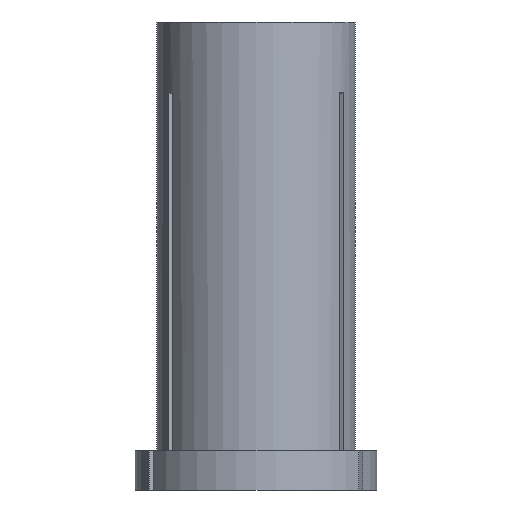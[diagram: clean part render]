
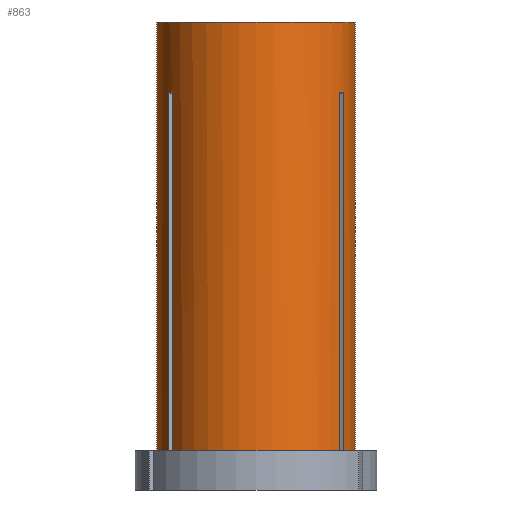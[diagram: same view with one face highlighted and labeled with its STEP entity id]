
A CAD part, front view. The second image highlights one B-rep face of the part: STEP entity #863.
In plain terms, the highlighted cylindrical face has radius 12.7 mm (diameter 25.4 mm), a partial arc.
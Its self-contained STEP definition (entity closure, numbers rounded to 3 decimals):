
#9 = VERTEX_POINT ( 'NONE', #694 ) ;
#16 = DIRECTION ( 'NONE',  ( 0., 0., 1. ) ) ;
#20 = CARTESIAN_POINT ( 'NONE',  ( 12.7, 0., -55. ) ) ;
#37 = VECTOR ( 'NONE', #603, 1000. ) ;
#40 = EDGE_LOOP ( 'NONE', ( #1247, #598, #1010, #1292, #187, #378, #718, #731, #917, #931, #873, #638 ) ) ;
#48 = CARTESIAN_POINT ( 'NONE',  ( 11.083, -6.204, -9. ) ) ;
#60 = CARTESIAN_POINT ( 'NONE',  ( -12.7, 0., 0. ) ) ;
#111 = CARTESIAN_POINT ( 'NONE',  ( 10.74, -6.778, 0. ) ) ;
#116 = VECTOR ( 'NONE', #167, 1000. ) ;
#120 = CARTESIAN_POINT ( 'NONE',  ( -11.001, -6.353, -8.999 ) ) ;
#137 = DIRECTION ( 'NONE',  ( 0., 0., 1. ) ) ;
#147 = CARTESIAN_POINT ( 'NONE',  ( -10.74, -6.778, -9.003 ) ) ;
#154 = B_SPLINE_CURVE_WITH_KNOTS ( 'NONE', 3,
 ( #1051, #1194, #120, #274, #147 ),
 .UNSPECIFIED., .F., .F.,
 ( 4, 1, 4 ),
 ( 0.063, 0.063, 0.064 ),
 .UNSPECIFIED. ) ;
#157 = CIRCLE ( 'NONE', #895, 12.7 ) ;
#167 = DIRECTION ( 'NONE',  ( 0., 0., 1. ) ) ;
#187 = ORIENTED_EDGE ( 'NONE', *, *, #995, .F. ) ;
#232 = CARTESIAN_POINT ( 'NONE',  ( -10.74, -6.778, -9.003 ) ) ;
#241 = VECTOR ( 'NONE', #339, 1000. ) ;
#250 = CARTESIAN_POINT ( 'NONE',  ( -11.24, -5.912, 0. ) ) ;
#253 = EDGE_CURVE ( 'NONE', #674, #721, #471, .T. ) ;
#258 = VECTOR ( 'NONE', #1066, 1000. ) ;
#262 = EDGE_CURVE ( 'NONE', #293, #721, #443, .T. ) ;
#267 = CARTESIAN_POINT ( 'NONE',  ( 11.24, -5.912, -9.003 ) ) ;
#274 = CARTESIAN_POINT ( 'NONE',  ( -10.829, -6.637, -9.001 ) ) ;
#293 = VERTEX_POINT ( 'NONE', #901 ) ;
#314 = CIRCLE ( 'NONE', #1155, 12.7 ) ;
#335 = CARTESIAN_POINT ( 'NONE',  ( 0., 0., -55. ) ) ;
#339 = DIRECTION ( 'NONE',  ( 0., 0., 1. ) ) ;
#350 = VERTEX_POINT ( 'NONE', #703 ) ;
#378 = ORIENTED_EDGE ( 'NONE', *, *, #1265, .T. ) ;
#422 = EDGE_CURVE ( 'NONE', #570, #1238, #859, .T. ) ;
#430 = CARTESIAN_POINT ( 'NONE',  ( 0., 0., -55. ) ) ;
#443 = LINE ( 'NONE', #1127, #710 ) ;
#452 = VERTEX_POINT ( 'NONE', #532 ) ;
#457 = DIRECTION ( 'NONE',  ( 1., 0., 0. ) ) ;
#460 = LINE ( 'NONE', #250, #241 ) ;
#471 = B_SPLINE_CURVE_WITH_KNOTS ( 'NONE', 3,
 ( #584, #693, #697, #48, #1117, #592 ),
 .UNSPECIFIED., .F., .F.,
 ( 4, 2, 4 ),
 ( 0.07, 0.07, 0.071 ),
 .UNSPECIFIED. ) ;
#502 = AXIS2_PLACEMENT_3D ( 'NONE', #885, #1101, #1000 ) ;
#512 = VERTEX_POINT ( 'NONE', #1283 ) ;
#516 = CIRCLE ( 'NONE', #502, 12.7 ) ;
#532 = CARTESIAN_POINT ( 'NONE',  ( -12.7, 0., 0. ) ) ;
#541 = DIRECTION ( 'NONE',  ( 0., 0., 1. ) ) ;
#555 = CARTESIAN_POINT ( 'NONE',  ( 10.74, -6.778, -9.003 ) ) ;
#570 = VERTEX_POINT ( 'NONE', #20 ) ;
#580 = VERTEX_POINT ( 'NONE', #1027 ) ;
#584 = CARTESIAN_POINT ( 'NONE',  ( 10.74, -6.778, -9.003 ) ) ;
#586 = LINE ( 'NONE', #60, #37 ) ;
#592 = CARTESIAN_POINT ( 'NONE',  ( 11.24, -5.912, -9.003 ) ) ;
#598 = ORIENTED_EDGE ( 'NONE', *, *, #1226, .T. ) ;
#603 = DIRECTION ( 'NONE',  ( 0., 0., 1. ) ) ;
#610 = LINE ( 'NONE', #111, #258 ) ;
#638 = ORIENTED_EDGE ( 'NONE', *, *, #988, .F. ) ;
#650 = EDGE_CURVE ( 'NONE', #716, #452, #586, .T. ) ;
#674 = VERTEX_POINT ( 'NONE', #555 ) ;
#682 = LINE ( 'NONE', #996, #956 ) ;
#693 = CARTESIAN_POINT ( 'NONE',  ( 10.829, -6.636, -9.001 ) ) ;
#694 = CARTESIAN_POINT ( 'NONE',  ( 10.74, -6.778, -55. ) ) ;
#697 = CARTESIAN_POINT ( 'NONE',  ( 10.916, -6.493, -9. ) ) ;
#703 = CARTESIAN_POINT ( 'NONE',  ( -11.24, -5.912, -55. ) ) ;
#710 = VECTOR ( 'NONE', #1241, 1000. ) ;
#712 = EDGE_CURVE ( 'NONE', #293, #570, #157, .T. ) ;
#716 = VERTEX_POINT ( 'NONE', #1129 ) ;
#718 = ORIENTED_EDGE ( 'NONE', *, *, #1213, .T. ) ;
#721 = VERTEX_POINT ( 'NONE', #267 ) ;
#731 = ORIENTED_EDGE ( 'NONE', *, *, #253, .T. ) ;
#745 = FACE_OUTER_BOUND ( 'NONE', #40, .T. ) ;
#768 = DIRECTION ( 'NONE',  ( 1., 0., 0. ) ) ;
#794 = EDGE_CURVE ( 'NONE', #512, #1264, #154, .T. ) ;
#800 = AXIS2_PLACEMENT_3D ( 'NONE', #1293, #16, #847 ) ;
#847 = DIRECTION ( 'NONE',  ( 1., 0., 0. ) ) ;
#859 = LINE ( 'NONE', #1125, #116 ) ;
#863 = ADVANCED_FACE ( 'NONE', ( #745 ), #1312, .T. ) ;
#873 = ORIENTED_EDGE ( 'NONE', *, *, #422, .T. ) ;
#878 = DIRECTION ( 'NONE',  ( 0., 0., 1. ) ) ;
#885 = CARTESIAN_POINT ( 'NONE',  ( 0., 0., 0. ) ) ;
#894 = CIRCLE ( 'NONE', #1360, 12.7 ) ;
#895 = AXIS2_PLACEMENT_3D ( 'NONE', #1108, #1083, #969 ) ;
#901 = CARTESIAN_POINT ( 'NONE',  ( 11.24, -5.912, -55. ) ) ;
#917 = ORIENTED_EDGE ( 'NONE', *, *, #262, .F. ) ;
#931 = ORIENTED_EDGE ( 'NONE', *, *, #712, .T. ) ;
#956 = VECTOR ( 'NONE', #878, 1000. ) ;
#966 = CARTESIAN_POINT ( 'NONE',  ( 12.7, 0., 0. ) ) ;
#969 = DIRECTION ( 'NONE',  ( 1., 0., 0. ) ) ;
#988 = EDGE_CURVE ( 'NONE', #452, #1238, #516, .T. ) ;
#995 = EDGE_CURVE ( 'NONE', #580, #1264, #682, .T. ) ;
#996 = CARTESIAN_POINT ( 'NONE',  ( -10.74, -6.778, 0. ) ) ;
#1000 = DIRECTION ( 'NONE',  ( 1., 0., 0. ) ) ;
#1010 = ORIENTED_EDGE ( 'NONE', *, *, #1031, .T. ) ;
#1027 = CARTESIAN_POINT ( 'NONE',  ( -10.74, -6.778, -55. ) ) ;
#1031 = EDGE_CURVE ( 'NONE', #350, #512, #460, .T. ) ;
#1051 = CARTESIAN_POINT ( 'NONE',  ( -11.24, -5.912, -9.003 ) ) ;
#1066 = DIRECTION ( 'NONE',  ( 0., 0., 1. ) ) ;
#1083 = DIRECTION ( 'NONE',  ( 0., 0., 1. ) ) ;
#1101 = DIRECTION ( 'NONE',  ( 0., 0., 1. ) ) ;
#1108 = CARTESIAN_POINT ( 'NONE',  ( 0., 0., -55. ) ) ;
#1117 = CARTESIAN_POINT ( 'NONE',  ( 11.163, -6.059, -9.001 ) ) ;
#1125 = CARTESIAN_POINT ( 'NONE',  ( 12.7, 0., 0. ) ) ;
#1127 = CARTESIAN_POINT ( 'NONE',  ( 11.24, -5.912, 0. ) ) ;
#1129 = CARTESIAN_POINT ( 'NONE',  ( -12.7, 0., -55. ) ) ;
#1155 = AXIS2_PLACEMENT_3D ( 'NONE', #430, #541, #768 ) ;
#1194 = CARTESIAN_POINT ( 'NONE',  ( -11.162, -6.06, -9.001 ) ) ;
#1213 = EDGE_CURVE ( 'NONE', #9, #674, #610, .T. ) ;
#1226 = EDGE_CURVE ( 'NONE', #716, #350, #314, .T. ) ;
#1238 = VERTEX_POINT ( 'NONE', #966 ) ;
#1241 = DIRECTION ( 'NONE',  ( 0., 0., 1. ) ) ;
#1247 = ORIENTED_EDGE ( 'NONE', *, *, #650, .F. ) ;
#1264 = VERTEX_POINT ( 'NONE', #232 ) ;
#1265 = EDGE_CURVE ( 'NONE', #580, #9, #894, .T. ) ;
#1283 = CARTESIAN_POINT ( 'NONE',  ( -11.24, -5.912, -9.003 ) ) ;
#1292 = ORIENTED_EDGE ( 'NONE', *, *, #794, .T. ) ;
#1293 = CARTESIAN_POINT ( 'NONE',  ( 0., 0., 0. ) ) ;
#1312 = CYLINDRICAL_SURFACE ( 'NONE', #800, 12.7 ) ;
#1360 = AXIS2_PLACEMENT_3D ( 'NONE', #335, #137, #457 ) ;
